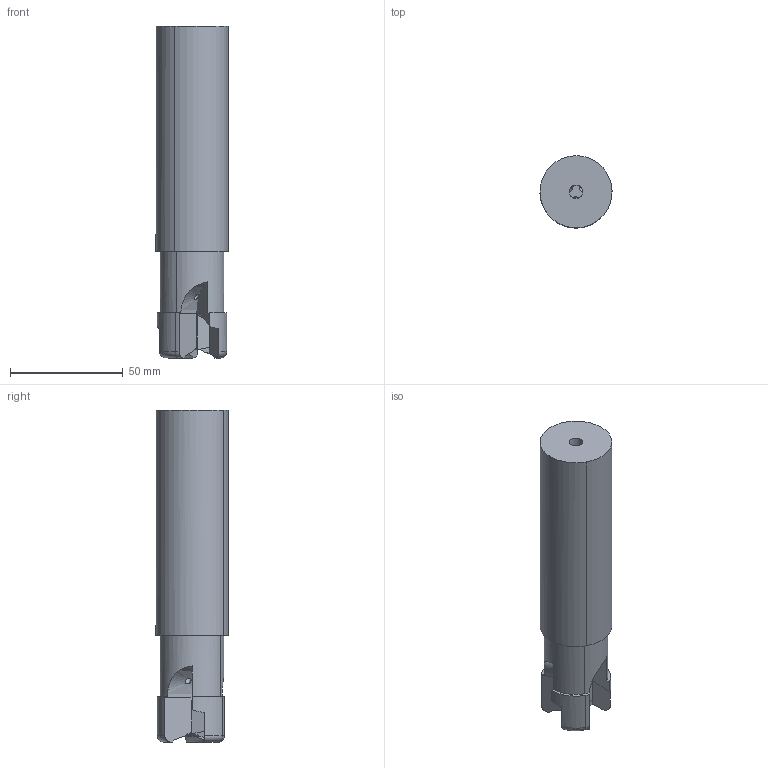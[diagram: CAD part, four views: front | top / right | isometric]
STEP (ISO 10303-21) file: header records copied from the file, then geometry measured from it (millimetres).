
FILE_DESCRIPTION(('HOOPS Exchange Step'),'2;1');
FILE_NAME('export-8C9D9B70-3ADB-45D0-B365-084EF08FB2A4.stp','2024-08-16T14:46:14+02:00',('Engineering'),('Alibre'),'HOOPS Exchange 2023.0','Alibre','Unknown authorisation');
FILE_SCHEMA( ('AP242_MANAGED_MODEL_BASED_3D_ENGINEERING_MIM_LF {1 0 10303 442 1 1 4 }') );
Length unit declared in the file: millimetre
Products named in the file (1): 6928 Ø32 Z=3 L=150 CL=50 Ap=16 Shoulder Milling ALU-Cutter (TE90XEV 332-32-16)
Bounding box: 31.99 x 31.99 x 147.5 mm (x, y, z)
Volume: 99373.7 mm3; surface area: 19110.4 mm2
Topology: 1 solids, 1 shells, 74 faces, 222 edges, 148 vertices
Faces by surface type: plane 34, cylinder 18, cone 12, bspline 6, torus 4
Entity records: 3145 total; most frequent: CARTESIAN_POINT 1248, ORIENTED_EDGE 440, DIRECTION 318, EDGE_CURVE 220, VERTEX_POINT 148, AXIS2_PLACEMENT_3D 114, VECTOR 90, LINE 90
